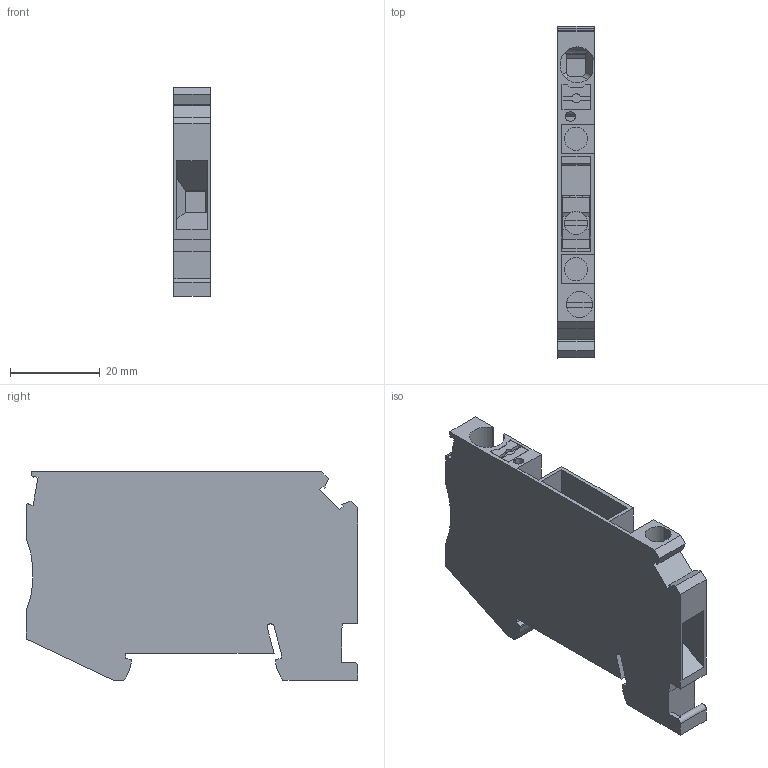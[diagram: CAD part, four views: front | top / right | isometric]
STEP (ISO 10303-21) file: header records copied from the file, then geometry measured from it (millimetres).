
FILE_DESCRIPTION(('Creo Elements/Direct Modeling STEP Export'),'2;1');
FILE_NAME('model.stp','2021-04-10T 0:17:51',(''),(''),'Creo Elements/Direct Modeling STEP processor for AP214 (Solid Model)','Creo Elements/Direct Modeling 20.1D 10-Oct-2020 (C) Parametric Technology GmbH','');
FILE_SCHEMA(('AUTOMOTIVE_DESIGN { 1 0 10303 214 1 1 1 1 }'));
Length unit declared in the file: millimetre
Products named in the file (2): PTU_6_T-select
Assembly tree (1 placements, depth 2):
  PTU_6_T-select
    PTU_6_T-select
Bounding box: 8.15 x 73.9 x 46.5 mm (x, y, z)
Volume: 19388.5 mm3; surface area: 11643.1 mm2
Topology: 1 solids, 1 shells, 178 faces, 500 edges, 331 vertices
Faces by surface type: plane 150, cylinder 28
Entity records: 7515 total; most frequent: CARTESIAN_POINT 1528, ORIENTED_EDGE 1000, DIRECTION 857, EDGE_CURVE 500, VECTOR 411, LINE 411, VERTEX_POINT 331, AXIS2_PLACEMENT_3D 223
